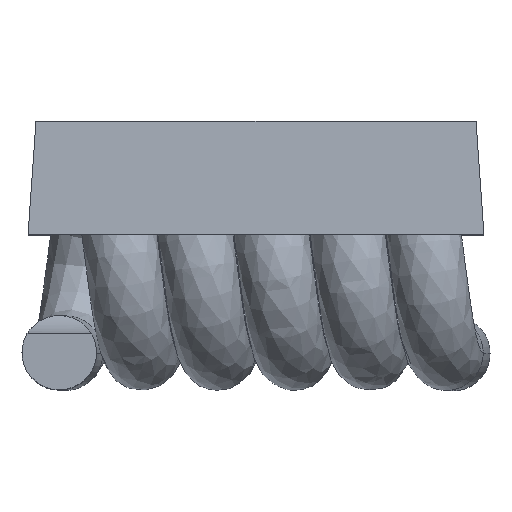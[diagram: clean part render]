
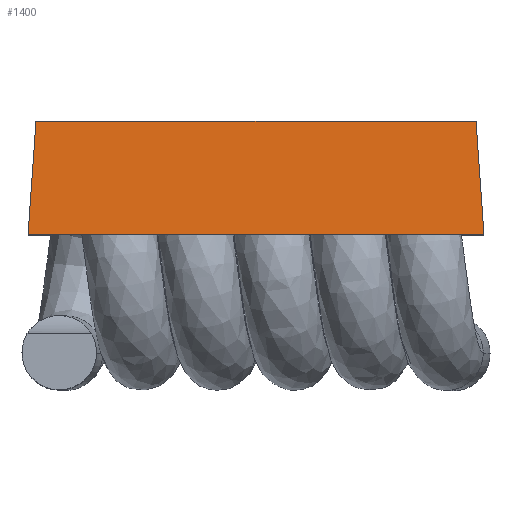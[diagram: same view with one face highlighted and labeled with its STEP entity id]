
A CAD part, top view. The second image highlights one B-rep face of the part: STEP entity #1400.
In plain terms, the highlighted planar face has unit normal (0, 0.07, 0.998).
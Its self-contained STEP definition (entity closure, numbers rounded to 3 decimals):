
#59 = DIRECTION ( 'NONE',  ( -1., 0., 0. ) ) ;
#71 = CARTESIAN_POINT ( 'NONE',  ( 2.052, 0.762, 0.674 ) ) ;
#92 = VECTOR ( 'NONE', #2193, 1000. ) ;
#275 = ORIENTED_EDGE ( 'NONE', *, *, #1552, .F. ) ;
#276 = CARTESIAN_POINT ( 'NONE',  ( -0.146, 1.321, 0.635 ) ) ;
#478 = EDGE_LOOP ( 'NONE', ( #2664, #275, #3058, #1804 ) ) ;
#491 = CARTESIAN_POINT ( 'NONE',  ( -0.146, 1.321, 0.635 ) ) ;
#675 = CARTESIAN_POINT ( 'NONE',  ( 2.013, 1.321, 0.635 ) ) ;
#696 = VECTOR ( 'NONE', #59, 1000. ) ;
#709 = VERTEX_POINT ( 'NONE', #675 ) ;
#1055 = AXIS2_PLACEMENT_3D ( 'NONE', #491, #1224, #1243 ) ;
#1224 = DIRECTION ( 'NONE',  ( 0., 0.07, 0.998 ) ) ;
#1243 = DIRECTION ( 'NONE',  ( 0., -0.998, 0.07 ) ) ;
#1288 = VECTOR ( 'NONE', #1512, 1000. ) ;
#1400 = ADVANCED_FACE ( 'NONE', ( #2606 ), #1719, .T. ) ;
#1476 = VERTEX_POINT ( 'NONE', #2201 ) ;
#1500 = EDGE_CURVE ( 'NONE', #2227, #709, #2555, .T. ) ;
#1512 = DIRECTION ( 'NONE',  ( -1., 0., 0. ) ) ;
#1552 = EDGE_CURVE ( 'NONE', #2891, #1476, #2877, .T. ) ;
#1719 = PLANE ( 'NONE',  #1055 ) ;
#1722 = CARTESIAN_POINT ( 'NONE',  ( -0.185, 0.762, 0.674 ) ) ;
#1804 = ORIENTED_EDGE ( 'NONE', *, *, #1500, .T. ) ;
#1943 = CARTESIAN_POINT ( 'NONE',  ( 2.052, 0.762, 0.674 ) ) ;
#1975 = DIRECTION ( 'NONE',  ( 0.07, 0.995, -0.07 ) ) ;
#2109 = EDGE_CURVE ( 'NONE', #2227, #2891, #3135, .T. ) ;
#2156 = VECTOR ( 'NONE', #1975, 1000. ) ;
#2193 = DIRECTION ( 'NONE',  ( -0.07, 0.995, -0.07 ) ) ;
#2201 = CARTESIAN_POINT ( 'NONE',  ( -0.146, 1.321, 0.635 ) ) ;
#2227 = VERTEX_POINT ( 'NONE', #71 ) ;
#2411 = LINE ( 'NONE', #276, #1288 ) ;
#2424 = CARTESIAN_POINT ( 'NONE',  ( -0.185, 0.762, 0.674 ) ) ;
#2555 = LINE ( 'NONE', #1943, #92 ) ;
#2606 = FACE_OUTER_BOUND ( 'NONE', #478, .T. ) ;
#2664 = ORIENTED_EDGE ( 'NONE', *, *, #3131, .T. ) ;
#2784 = CARTESIAN_POINT ( 'NONE',  ( -0.146, 0.762, 0.674 ) ) ;
#2877 = LINE ( 'NONE', #2424, #2156 ) ;
#2891 = VERTEX_POINT ( 'NONE', #1722 ) ;
#3058 = ORIENTED_EDGE ( 'NONE', *, *, #2109, .F. ) ;
#3131 = EDGE_CURVE ( 'NONE', #709, #1476, #2411, .T. ) ;
#3135 = LINE ( 'NONE', #2784, #696 ) ;
